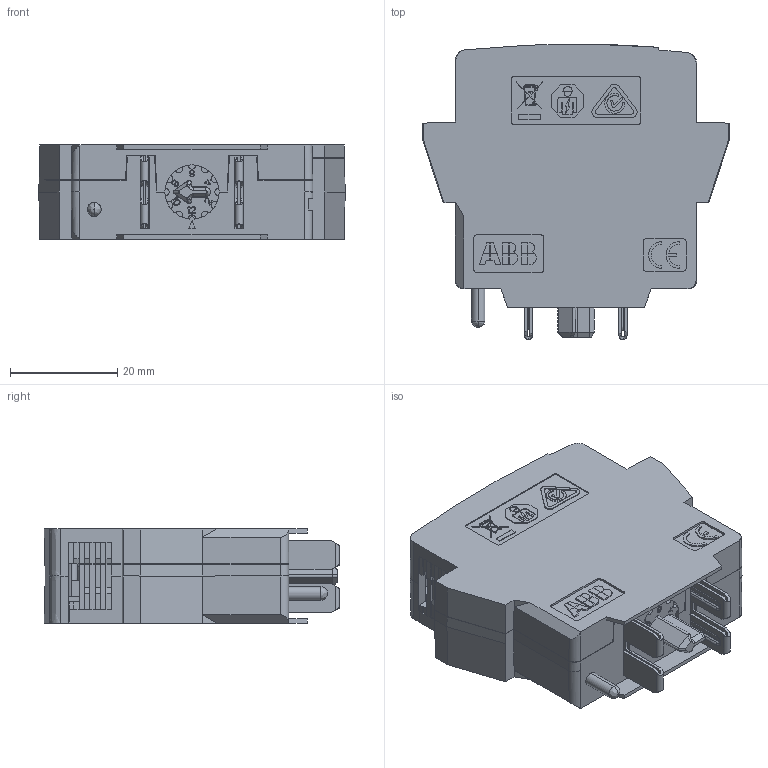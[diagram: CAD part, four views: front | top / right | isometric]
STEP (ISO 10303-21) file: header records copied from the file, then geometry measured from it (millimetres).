
FILE_DESCRIPTION((''),'2;1');
FILE_NAME('B80387610_ASM','2021-01-05T11:20:12',('FRJUDAS'),(''),'CREO PARAMETRIC BY PTC INC, 2019164','CREO PARAMETRIC BY PTC INC, 2019164','');
FILE_SCHEMA(('AUTOMOTIVE_DESIGN { 1 0 10303 214 1 1 1 1 }'));
Products named in the file (20): B80235010; B80235011; B80435071; B80235096_TENDUE; B80435529-VAR_NUE_275V; B80235027; B80235028; B80235032_ENR275; 2CTB802350R1800; C96012014; B80235032_ASM; B80235091; 2CTB802350R6500; B80235021; B80235021_LAME_OUV; B80235095_TENDU; B80235024_PREFORME_RONDE; C96012007; B80235107_275V_ASM; B80387610_ASM
Assembly tree (19 placements, depth 4):
  B80387610_ASM
    B80235107_275V_ASM
      B80235010
      B80235011
      B80435071
      B80235096_TENDUE
      B80235032_ASM
        B80435529-VAR_NUE_275V
        B80235027
        B80235028
        B80235032_ENR275
        2CTB802350R1800
        C96012014
      B80235091
      2CTB802350R6500
      B80235021
      B80235021_LAME_OUV
      B80235095_TENDU
      B80235024_PREFORME_RONDE
      C96012007
Bounding box: 57 x 54.97 x 17.5 mm (x, y, z)
Volume: 20148.4 mm3; surface area: 35617.2 mm2
Topology: 17 solids, 17 shells, 2477 faces, 6627 edges, 4282 vertices
Faces by surface type: plane 1503, cylinder 656, torus 156, bspline 100, cone 46, extrusion 13, sphere 3
Entity records: 486039 total; most frequent: CARTESIAN_POINT 384309, DIRECTION 13733, ORIENTED_EDGE 12856, PRESENTATION_STYLE_ASSIGNMENT 7193, STYLED_ITEM 7020, CURVE_STYLE 6990, EDGE_CURVE 6428, VECTOR 4991
